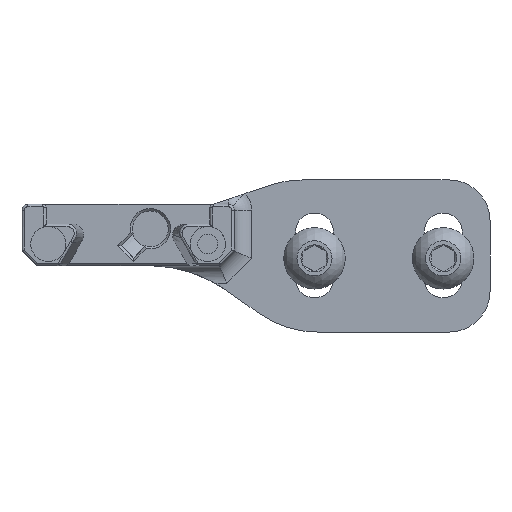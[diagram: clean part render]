
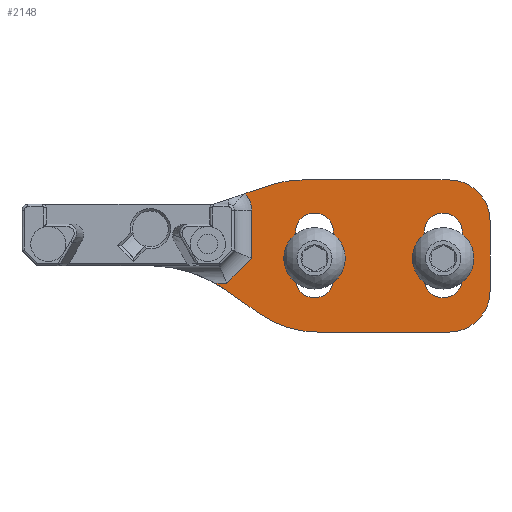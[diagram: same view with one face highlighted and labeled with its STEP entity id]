
A CAD part, front view. The second image highlights one B-rep face of the part: STEP entity #2148.
In plain terms, the highlighted planar face has unit normal (0, -1, 0).
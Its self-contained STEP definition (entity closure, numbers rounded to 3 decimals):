
#137=FACE_BOUND('',#441,.T.);
#138=FACE_BOUND('',#442,.T.);
#188=PLANE('',#2369);
#301=FACE_OUTER_BOUND('',#440,.T.);
#440=EDGE_LOOP('',(#1859,#1860,#1861,#1862,#1863,#1864,#1865,#1866,#1867,
#1868,#1869,#1870,#1871,#1872));
#441=EDGE_LOOP('',(#1873,#1874,#1875,#1876));
#442=EDGE_LOOP('',(#1877,#1878,#1879,#1880));
#599=LINE('',#4206,#778);
#602=LINE('',#4212,#781);
#603=LINE('',#4216,#782);
#604=LINE('',#4218,#783);
#605=LINE('',#4220,#784);
#606=LINE('',#4224,#785);
#607=LINE('',#4228,#786);
#608=LINE('',#4232,#787);
#609=LINE('',#4238,#788);
#610=LINE('',#4241,#789);
#611=LINE('',#4246,#790);
#612=LINE('',#4249,#791);
#778=VECTOR('',#2877,10.);
#781=VECTOR('',#2882,10.);
#782=VECTOR('',#2885,10.);
#783=VECTOR('',#2886,10.);
#784=VECTOR('',#2887,10.);
#785=VECTOR('',#2890,10.);
#786=VECTOR('',#2893,10.);
#787=VECTOR('',#2896,10.);
#788=VECTOR('',#2901,10.);
#789=VECTOR('',#2904,10.);
#790=VECTOR('',#2907,10.);
#791=VECTOR('',#2910,10.);
#897=CIRCLE('',#2366,17.);
#899=CIRCLE('',#2370,4.);
#900=CIRCLE('',#2371,22.5);
#901=CIRCLE('',#2372,17.);
#902=CIRCLE('',#2373,7.);
#903=CIRCLE('',#2374,7.);
#904=CIRCLE('',#2375,3.25);
#905=CIRCLE('',#2376,3.25);
#906=CIRCLE('',#2377,3.25);
#907=CIRCLE('',#2378,3.25);
#1058=VERTEX_POINT('',#4196);
#1059=VERTEX_POINT('',#4197);
#1062=VERTEX_POINT('',#4205);
#1064=VERTEX_POINT('',#4211);
#1065=VERTEX_POINT('',#4213);
#1066=VERTEX_POINT('',#4215);
#1067=VERTEX_POINT('',#4217);
#1068=VERTEX_POINT('',#4219);
#1069=VERTEX_POINT('',#4221);
#1070=VERTEX_POINT('',#4223);
#1071=VERTEX_POINT('',#4225);
#1072=VERTEX_POINT('',#4227);
#1073=VERTEX_POINT('',#4229);
#1074=VERTEX_POINT('',#4231);
#1075=VERTEX_POINT('',#4234);
#1076=VERTEX_POINT('',#4235);
#1077=VERTEX_POINT('',#4237);
#1078=VERTEX_POINT('',#4239);
#1079=VERTEX_POINT('',#4242);
#1080=VERTEX_POINT('',#4243);
#1081=VERTEX_POINT('',#4245);
#1082=VERTEX_POINT('',#4247);
#1332=EDGE_CURVE('',#1058,#1059,#897,.T.);
#1336=EDGE_CURVE('',#1062,#1059,#599,.T.);
#1339=EDGE_CURVE('',#1058,#1064,#602,.T.);
#1340=EDGE_CURVE('',#1065,#1064,#899,.T.);
#1341=EDGE_CURVE('',#1066,#1065,#603,.T.);
#1342=EDGE_CURVE('',#1067,#1066,#604,.T.);
#1343=EDGE_CURVE('',#1068,#1067,#605,.T.);
#1344=EDGE_CURVE('',#1069,#1068,#900,.T.);
#1345=EDGE_CURVE('',#1069,#1070,#606,.T.);
#1346=EDGE_CURVE('',#1071,#1070,#901,.T.);
#1347=EDGE_CURVE('',#1071,#1072,#607,.T.);
#1348=EDGE_CURVE('',#1072,#1073,#902,.T.);
#1349=EDGE_CURVE('',#1073,#1074,#608,.T.);
#1350=EDGE_CURVE('',#1074,#1062,#903,.T.);
#1351=EDGE_CURVE('',#1075,#1076,#904,.T.);
#1352=EDGE_CURVE('',#1076,#1077,#609,.T.);
#1353=EDGE_CURVE('',#1077,#1078,#905,.T.);
#1354=EDGE_CURVE('',#1078,#1075,#610,.T.);
#1355=EDGE_CURVE('',#1079,#1080,#906,.T.);
#1356=EDGE_CURVE('',#1080,#1081,#611,.T.);
#1357=EDGE_CURVE('',#1081,#1082,#907,.T.);
#1358=EDGE_CURVE('',#1082,#1079,#612,.T.);
#1859=ORIENTED_EDGE('',*,*,#1332,.F.);
#1860=ORIENTED_EDGE('',*,*,#1339,.T.);
#1861=ORIENTED_EDGE('',*,*,#1340,.F.);
#1862=ORIENTED_EDGE('',*,*,#1341,.F.);
#1863=ORIENTED_EDGE('',*,*,#1342,.F.);
#1864=ORIENTED_EDGE('',*,*,#1343,.F.);
#1865=ORIENTED_EDGE('',*,*,#1344,.F.);
#1866=ORIENTED_EDGE('',*,*,#1345,.T.);
#1867=ORIENTED_EDGE('',*,*,#1346,.F.);
#1868=ORIENTED_EDGE('',*,*,#1347,.T.);
#1869=ORIENTED_EDGE('',*,*,#1348,.T.);
#1870=ORIENTED_EDGE('',*,*,#1349,.T.);
#1871=ORIENTED_EDGE('',*,*,#1350,.T.);
#1872=ORIENTED_EDGE('',*,*,#1336,.T.);
#1873=ORIENTED_EDGE('',*,*,#1351,.T.);
#1874=ORIENTED_EDGE('',*,*,#1352,.T.);
#1875=ORIENTED_EDGE('',*,*,#1353,.T.);
#1876=ORIENTED_EDGE('',*,*,#1354,.T.);
#1877=ORIENTED_EDGE('',*,*,#1355,.T.);
#1878=ORIENTED_EDGE('',*,*,#1356,.T.);
#1879=ORIENTED_EDGE('',*,*,#1357,.T.);
#1880=ORIENTED_EDGE('',*,*,#1358,.T.);
#2148=ADVANCED_FACE('',(#301,#137,#138),#188,.T.);
#2366=AXIS2_PLACEMENT_3D('',#4198,#2869,#2870);
#2369=AXIS2_PLACEMENT_3D('',#4210,#2880,#2881);
#2370=AXIS2_PLACEMENT_3D('',#4214,#2883,#2884);
#2371=AXIS2_PLACEMENT_3D('',#4222,#2888,#2889);
#2372=AXIS2_PLACEMENT_3D('',#4226,#2891,#2892);
#2373=AXIS2_PLACEMENT_3D('',#4230,#2894,#2895);
#2374=AXIS2_PLACEMENT_3D('',#4233,#2897,#2898);
#2375=AXIS2_PLACEMENT_3D('',#4236,#2899,#2900);
#2376=AXIS2_PLACEMENT_3D('',#4240,#2902,#2903);
#2377=AXIS2_PLACEMENT_3D('',#4244,#2905,#2906);
#2378=AXIS2_PLACEMENT_3D('',#4248,#2908,#2909);
#2869=DIRECTION('center_axis',(0.,1.,0.));
#2870=DIRECTION('ref_axis',(-0.161,0.,0.987));
#2877=DIRECTION('',(-1.,0.,0.));
#2880=DIRECTION('center_axis',(0.,-1.,0.));
#2881=DIRECTION('ref_axis',(1.,0.,0.));
#2882=DIRECTION('',(-0.948,0.,-0.318));
#2883=DIRECTION('center_axis',(0.,-1.,0.));
#2884=DIRECTION('ref_axis',(0.707,0.,0.707));
#2885=DIRECTION('',(0.,0.,1.));
#2886=DIRECTION('',(0.707,0.,0.707));
#2887=DIRECTION('',(1.,0.,0.));
#2888=DIRECTION('center_axis',(0.,-1.,0.));
#2889=DIRECTION('ref_axis',(0.299,0.,0.954));
#2890=DIRECTION('',(0.821,0.,-0.571));
#2891=DIRECTION('center_axis',(0.,1.,0.));
#2892=DIRECTION('ref_axis',(-0.299,0.,-0.954));
#2893=DIRECTION('',(1.,0.,0.));
#2894=DIRECTION('center_axis',(0.,-1.,0.));
#2895=DIRECTION('ref_axis',(0.,0.,
-1.));
#2896=DIRECTION('',(0.,0.,1.));
#2897=DIRECTION('center_axis',(0.,-1.,0.));
#2898=DIRECTION('ref_axis',(1.,0.,0.));
#2899=DIRECTION('center_axis',(0.,1.,0.));
#2900=DIRECTION('ref_axis',(-1.,0.,0.));
#2901=DIRECTION('',(0.,0.,1.));
#2902=DIRECTION('center_axis',(0.,1.,0.));
#2903=DIRECTION('ref_axis',(1.,0.,0.));
#2904=DIRECTION('',(0.,0.,-1.));
#2905=DIRECTION('center_axis',(0.,1.,0.));
#2906=DIRECTION('ref_axis',(-1.,0.,0.));
#2907=DIRECTION('',(0.,0.,1.));
#2908=DIRECTION('center_axis',(0.,1.,0.));
#2909=DIRECTION('ref_axis',(1.,0.,0.));
#2910=DIRECTION('',(0.,0.,-1.));
#4196=CARTESIAN_POINT('',(-71.631,319.5,295.018));
#4197=CARTESIAN_POINT('',(-66.225,319.5,295.9));
#4198=CARTESIAN_POINT('Origin',(-66.225,319.5,278.9));
#4205=CARTESIAN_POINT('',(-41.102,319.5,295.9));
#4206=CARTESIAN_POINT('',(-114.102,319.5,295.9));
#4210=CARTESIAN_POINT('Origin',(-74.102,319.5,282.9));
#4211=CARTESIAN_POINT('',(-75.995,319.5,293.554));
#4212=CARTESIAN_POINT('',(-81.375,319.5,291.75));
#4213=CARTESIAN_POINT('',(-74.847,319.5,290.75));
#4214=CARTESIAN_POINT('Origin',(-78.847,319.5,290.75));
#4215=CARTESIAN_POINT('',(-74.847,319.5,282.507));
#4216=CARTESIAN_POINT('',(-74.847,319.5,283.325));
#4217=CARTESIAN_POINT('',(-79.105,319.5,278.25));
#4218=CARTESIAN_POINT('',(-76.252,319.5,281.102));
#4219=CARTESIAN_POINT('',(-81.143,319.5,278.25));
#4220=CARTESIAN_POINT('',(-92.852,319.5,278.25));
#4221=CARTESIAN_POINT('',(-79.516,319.5,277.218));
#4222=CARTESIAN_POINT('Origin',(-92.368,319.5,258.75));
#4223=CARTESIAN_POINT('',(-73.377,319.5,272.946));
#4224=CARTESIAN_POINT('',(-85.31,319.5,281.25));
#4225=CARTESIAN_POINT('',(-63.667,319.5,269.9));
#4226=CARTESIAN_POINT('Origin',(-63.667,319.5,286.9));
#4227=CARTESIAN_POINT('',(-41.102,319.5,269.9));
#4228=CARTESIAN_POINT('',(-41.102,319.5,269.9));
#4229=CARTESIAN_POINT('',(-34.102,319.5,276.9));
#4230=CARTESIAN_POINT('Origin',(-41.102,319.5,276.9));
#4231=CARTESIAN_POINT('',(-34.102,319.5,288.9));
#4232=CARTESIAN_POINT('',(-34.102,319.5,288.9));
#4233=CARTESIAN_POINT('Origin',(-41.102,319.5,288.9));
#4234=CARTESIAN_POINT('',(-60.852,319.5,279.));
#4235=CARTESIAN_POINT('',(-67.352,319.5,279.));
#4236=CARTESIAN_POINT('Origin',(-64.102,319.5,279.));
#4237=CARTESIAN_POINT('',(-67.352,319.5,287.));
#4238=CARTESIAN_POINT('',(-67.352,319.5,287.));
#4239=CARTESIAN_POINT('',(-60.852,319.5,287.));
#4240=CARTESIAN_POINT('Origin',(-64.102,319.5,287.));
#4241=CARTESIAN_POINT('',(-60.852,319.5,279.));
#4242=CARTESIAN_POINT('',(-38.852,319.5,279.));
#4243=CARTESIAN_POINT('',(-45.352,319.5,279.));
#4244=CARTESIAN_POINT('Origin',(-42.102,319.5,279.));
#4245=CARTESIAN_POINT('',(-45.352,319.5,287.));
#4246=CARTESIAN_POINT('',(-45.352,319.5,279.));
#4247=CARTESIAN_POINT('',(-38.852,319.5,287.));
#4248=CARTESIAN_POINT('Origin',(-42.102,319.5,287.));
#4249=CARTESIAN_POINT('',(-38.852,319.5,287.));
